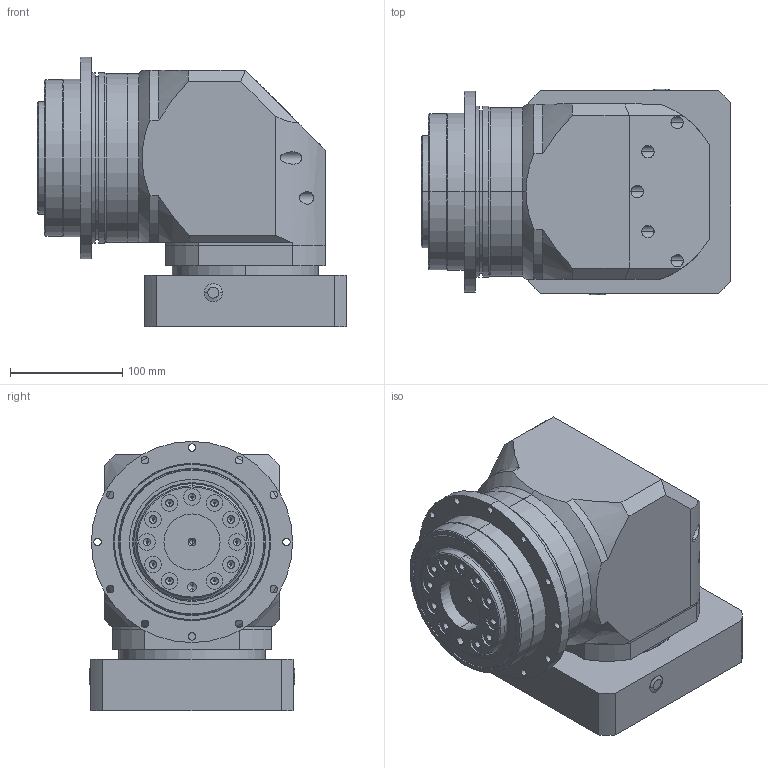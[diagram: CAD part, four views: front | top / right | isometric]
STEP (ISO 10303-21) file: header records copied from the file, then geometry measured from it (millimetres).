
FILE_DESCRIPTION (( 'STEP AP203' ), '1' );
FILE_NAME ('PGYZ140-L1-35-114.3-200-M12.STEP', '2020-06-16T02:06:34', ( 'ylmfeng' ), ( 'ylmfeng.com' ), 'SwSTEP 2.0', 'SolidWorks 2014', '' );
FILE_SCHEMA (( 'CONFIG_CONTROL_DESIGN' ));
Length unit declared in the file: millimetre
Products named in the file (1): PGYZ140-L1-35-114.3-200-M12
Bounding box: 275 x 183 x 239.5 mm (x, y, z)
Volume: 6374551.7 mm3; surface area: 531962 mm2
Topology: 34 solids, 35 shells, 907 faces, 2109 edges, 1328 vertices
Faces by surface type: plane 367, cylinder 325, cone 118, torus 69, bspline 28
Entity records: 28087 total; most frequent: CARTESIAN_POINT 6966, DIRECTION 4595, ORIENTED_EDGE 4162, EDGE_CURVE 2081, AXIS2_PLACEMENT_3D 1782, VERTEX_POINT 1328, EDGE_LOOP 1079, VECTOR 1031
